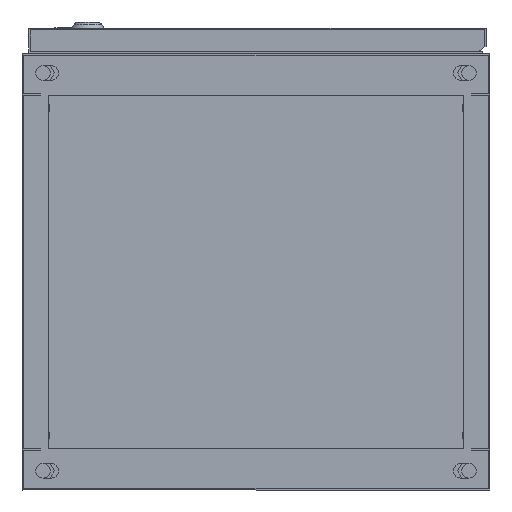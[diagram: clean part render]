
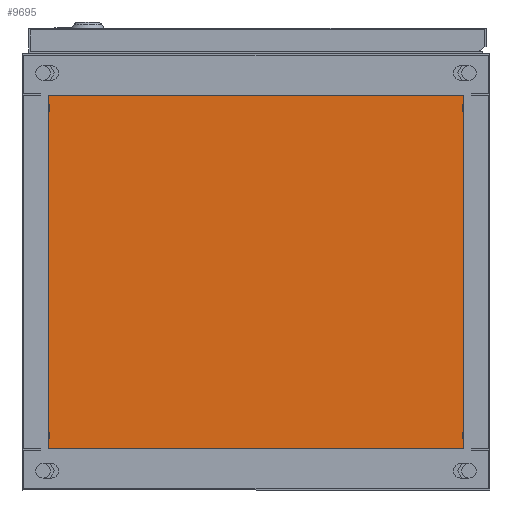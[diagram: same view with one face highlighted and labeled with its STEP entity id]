
A CAD part, front view. The second image highlights one B-rep face of the part: STEP entity #9695.
In plain terms, the highlighted planar face has unit normal (0, -1, 0).
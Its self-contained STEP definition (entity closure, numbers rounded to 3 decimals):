
#8966 = VECTOR ( 'NONE', #10853, 1000. ) ;
#9432 = EDGE_CURVE ( 'NONE', #27416, #52301, #43602, .T. ) ;
#9695 = ADVANCED_FACE ( 'NONE', ( #30481 ), #43361, .F. ) ;
#10853 = DIRECTION ( 'NONE',  ( 0., 0., -1. ) ) ;
#11935 = LINE ( 'NONE', #72214, #62963 ) ;
#13828 = DIRECTION ( 'NONE',  ( -1., 0., 0. ) ) ;
#15882 = ORIENTED_EDGE ( 'NONE', *, *, #65736, .F. ) ;
#16496 = ORIENTED_EDGE ( 'NONE', *, *, #9432, .F. ) ;
#20519 = EDGE_CURVE ( 'NONE', #67746, #27416, #11935, .T. ) ;
#21270 = AXIS2_PLACEMENT_3D ( 'NONE', #96121, #58286, #96446 ) ;
#22239 = VERTEX_POINT ( 'NONE', #34616 ) ;
#24403 = DIRECTION ( 'NONE',  ( 1., 0., 0. ) ) ;
#24535 = CARTESIAN_POINT ( 'NONE',  ( 200., 1799., -170. ) ) ;
#27416 = VERTEX_POINT ( 'NONE', #48392 ) ;
#29500 = ORIENTED_EDGE ( 'NONE', *, *, #20519, .F. ) ;
#30481 = FACE_OUTER_BOUND ( 'NONE', #32593, .T. ) ;
#32593 = EDGE_LOOP ( 'NONE', ( #16496, #29500, #15882, #53457 ) ) ;
#34616 = CARTESIAN_POINT ( 'NONE',  ( 200., 1799., 170. ) ) ;
#43361 = PLANE ( 'NONE',  #21270 ) ;
#43602 = LINE ( 'NONE', #69623, #91156 ) ;
#45000 = CARTESIAN_POINT ( 'NONE',  ( 200., 1799., -170. ) ) ;
#48392 = CARTESIAN_POINT ( 'NONE',  ( -200., 1799., -170. ) ) ;
#49447 = LINE ( 'NONE', #24535, #8966 ) ;
#52301 = VERTEX_POINT ( 'NONE', #96513 ) ;
#53457 = ORIENTED_EDGE ( 'NONE', *, *, #97023, .F. ) ;
#54228 = CARTESIAN_POINT ( 'NONE',  ( -200., 1799., 170. ) ) ;
#54874 = LINE ( 'NONE', #54228, #64366 ) ;
#58286 = DIRECTION ( 'NONE',  ( 0., 1., 0. ) ) ;
#62963 = VECTOR ( 'NONE', #13828, 1000. ) ;
#64366 = VECTOR ( 'NONE', #24403, 1000. ) ;
#65736 = EDGE_CURVE ( 'NONE', #22239, #67746, #49447, .T. ) ;
#67746 = VERTEX_POINT ( 'NONE', #45000 ) ;
#69623 = CARTESIAN_POINT ( 'NONE',  ( -200., 1799., -170. ) ) ;
#72214 = CARTESIAN_POINT ( 'NONE',  ( -200., 1799., -170. ) ) ;
#85874 = DIRECTION ( 'NONE',  ( 0., 0., 1. ) ) ;
#91156 = VECTOR ( 'NONE', #85874, 1000. ) ;
#96121 = CARTESIAN_POINT ( 'NONE',  ( 0., 1799., 0. ) ) ;
#96446 = DIRECTION ( 'NONE',  ( 0., 0., 1. ) ) ;
#96513 = CARTESIAN_POINT ( 'NONE',  ( -200., 1799., 170. ) ) ;
#97023 = EDGE_CURVE ( 'NONE', #52301, #22239, #54874, .T. ) ;
